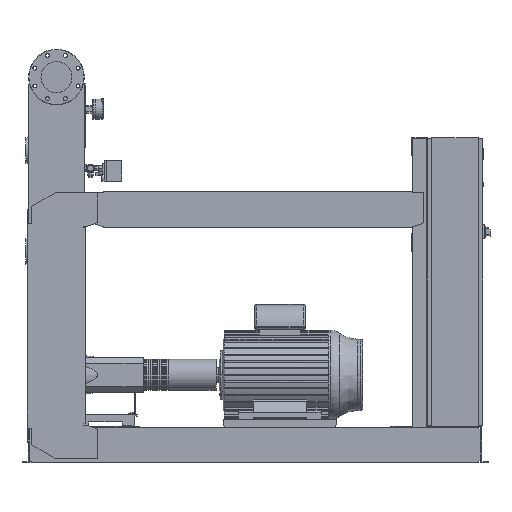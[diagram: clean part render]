
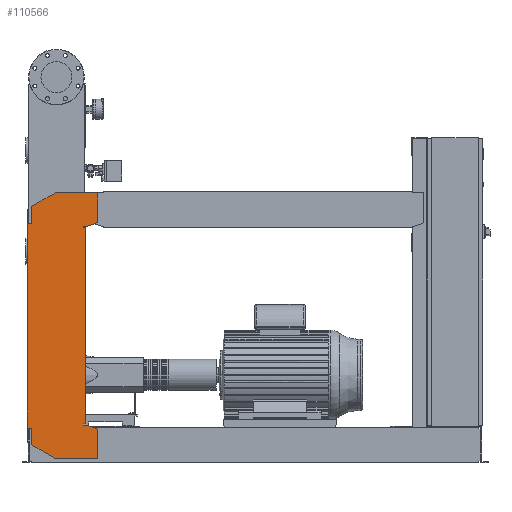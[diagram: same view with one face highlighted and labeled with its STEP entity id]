
A CAD part, front view. The second image highlights one B-rep face of the part: STEP entity #110566.
In plain terms, the highlighted free-form (B-spline) face has degree [1, 1] with [2, 2] control points.
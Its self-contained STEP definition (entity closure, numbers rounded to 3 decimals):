
#110051=CARTESIAN_POINT('',(-111.0,-322.5,1076.0));
#110052=VERTEX_POINT('',#110051);
#110059=CARTESIAN_POINT('',(-111.0,-322.5,1153.378));
#110060=VERTEX_POINT('',#110059);
#110061=CARTESIAN_POINT('',(-111.0,-322.5,1076.0));
#110062=DIRECTION('',(0.0,0.0,1.0));
#110063=VECTOR('',#110062,77.378);
#110064=LINE('',#110061,#110063);
#110065=EDGE_CURVE('',#110052,#110060,#110064,.T.);
#110083=CARTESIAN_POINT('',(-6.0,-322.5,1214.0));
#110084=VERTEX_POINT('',#110083);
#110085=CARTESIAN_POINT('',(-111.0,-322.5,1153.378));
#110086=DIRECTION('',(0.866,0.0,0.5));
#110087=VECTOR('',#110086,121.244);
#110088=LINE('',#110085,#110087);
#110089=EDGE_CURVE('',#110060,#110084,#110088,.T.);
#110107=CARTESIAN_POINT('',(186.0,-322.5,1214.0));
#110108=VERTEX_POINT('',#110107);
#110109=CARTESIAN_POINT('',(-6.0,-322.5,1214.0));
#110110=DIRECTION('',(1.0,0.0,0.0));
#110111=VECTOR('',#110110,192.0);
#110112=LINE('',#110109,#110111);
#110113=EDGE_CURVE('',#110084,#110108,#110112,.T.);
#110131=CARTESIAN_POINT('',(186.,-322.5,1080.379));
#110132=VERTEX_POINT('',#110131);
#110133=CARTESIAN_POINT('',(186.0,-322.5,1214.0));
#110134=DIRECTION('',(0.0,0.0,-1.0));
#110135=VECTOR('',#110134,133.621);
#110136=LINE('',#110133,#110135);
#110137=EDGE_CURVE('',#110108,#110132,#110136,.T.);
#110155=CARTESIAN_POINT('',(141.,-322.5,1064.0));
#110156=VERTEX_POINT('',#110155);
#110157=CARTESIAN_POINT('',(186.,-322.5,1080.379));
#110158=DIRECTION('',(-0.94,0.0,-0.342));
#110159=VECTOR('',#110158,47.888);
#110160=LINE('',#110157,#110159);
#110161=EDGE_CURVE('',#110132,#110156,#110160,.T.);
#110179=CARTESIAN_POINT('',(121.,-322.5,1064.0));
#110180=VERTEX_POINT('',#110179);
#110181=CARTESIAN_POINT('',(141.,-322.5,1064.0));
#110182=DIRECTION('',(-1.0,0.0,0.0));
#110183=VECTOR('',#110182,20.0);
#110184=LINE('',#110181,#110183);
#110185=EDGE_CURVE('',#110156,#110180,#110184,.T.);
#110203=CARTESIAN_POINT('',(121.,-322.5,1056.0));
#110204=VERTEX_POINT('',#110203);
#110205=CARTESIAN_POINT('',(121.,-322.5,1064.0));
#110206=DIRECTION('',(0.0,0.0,-1.0));
#110207=VECTOR('',#110206,8.0);
#110208=LINE('',#110205,#110207);
#110209=EDGE_CURVE('',#110180,#110204,#110208,.T.);
#110227=CARTESIAN_POINT('',(129.,-322.5,1056.0));
#110228=VERTEX_POINT('',#110227);
#110229=CARTESIAN_POINT('',(121.,-322.5,1056.0));
#110230=DIRECTION('',(1.0,0.0,0.0));
#110231=VECTOR('',#110230,8.0);
#110232=LINE('',#110229,#110231);
#110233=EDGE_CURVE('',#110204,#110228,#110232,.T.);
#110251=CARTESIAN_POINT('',(129.,-322.5,176.));
#110252=VERTEX_POINT('',#110251);
#110263=CARTESIAN_POINT('',(129.,-322.5,1056.0));
#110264=DIRECTION('',(0.0,0.0,-1.0));
#110265=VECTOR('',#110264,880.);
#110266=LINE('',#110263,#110265);
#110267=EDGE_CURVE('',#110228,#110252,#110266,.T.);
#110281=CARTESIAN_POINT('',(121.,-322.5,176.));
#110282=VERTEX_POINT('',#110281);
#110283=CARTESIAN_POINT('',(129.,-322.5,176.));
#110284=DIRECTION('',(-1.0,0.0,0.0));
#110285=VECTOR('',#110284,8.0);
#110286=LINE('',#110283,#110285);
#110287=EDGE_CURVE('',#110252,#110282,#110286,.T.);
#110305=CARTESIAN_POINT('',(121.,-322.5,168.));
#110306=VERTEX_POINT('',#110305);
#110307=CARTESIAN_POINT('',(121.,-322.5,176.));
#110308=DIRECTION('',(0.0,0.0,-1.0));
#110309=VECTOR('',#110308,8.0);
#110310=LINE('',#110307,#110309);
#110311=EDGE_CURVE('',#110282,#110306,#110310,.T.);
#110329=CARTESIAN_POINT('',(141.,-322.5,168.));
#110330=VERTEX_POINT('',#110329);
#110331=CARTESIAN_POINT('',(121.,-322.5,168.));
#110332=DIRECTION('',(1.0,0.0,0.0));
#110333=VECTOR('',#110332,20.0);
#110334=LINE('',#110331,#110333);
#110335=EDGE_CURVE('',#110306,#110330,#110334,.T.);
#110353=CARTESIAN_POINT('',(186.,-322.5,151.621));
#110354=VERTEX_POINT('',#110353);
#110355=CARTESIAN_POINT('',(141.,-322.5,168.));
#110356=DIRECTION('',(0.94,0.0,-0.342));
#110357=VECTOR('',#110356,47.888);
#110358=LINE('',#110355,#110357);
#110359=EDGE_CURVE('',#110330,#110354,#110358,.T.);
#110377=CARTESIAN_POINT('',(186.,-322.5,18.0));
#110378=VERTEX_POINT('',#110377);
#110379=CARTESIAN_POINT('',(186.,-322.5,151.621));
#110380=DIRECTION('',(0.0,0.0,-1.0));
#110381=VECTOR('',#110380,133.621);
#110382=LINE('',#110379,#110381);
#110383=EDGE_CURVE('',#110354,#110378,#110382,.T.);
#110401=CARTESIAN_POINT('',(-4.,-322.5,18.0));
#110402=VERTEX_POINT('',#110401);
#110403=CARTESIAN_POINT('',(186.,-322.5,18.0));
#110404=DIRECTION('',(-1.0,0.0,0.0));
#110405=VECTOR('',#110404,190.);
#110406=LINE('',#110403,#110405);
#110407=EDGE_CURVE('',#110378,#110402,#110406,.T.);
#110425=CARTESIAN_POINT('',(-111.,-322.5,79.776));
#110426=VERTEX_POINT('',#110425);
#110427=CARTESIAN_POINT('',(-4.,-322.5,18.0));
#110428=DIRECTION('',(-0.866,0.,0.5));
#110429=VECTOR('',#110428,123.553);
#110430=LINE('',#110427,#110429);
#110431=EDGE_CURVE('',#110402,#110426,#110430,.T.);
#110449=CARTESIAN_POINT('',(-111.,-322.5,156.0));
#110450=VERTEX_POINT('',#110449);
#110451=CARTESIAN_POINT('',(-111.,-322.5,79.776));
#110452=DIRECTION('',(0.0,0.0,1.0));
#110453=VECTOR('',#110452,76.224);
#110454=LINE('',#110451,#110453);
#110455=EDGE_CURVE('',#110426,#110450,#110454,.T.);
#110473=CARTESIAN_POINT('',(-131.,-322.5,156.0));
#110474=VERTEX_POINT('',#110473);
#110475=CARTESIAN_POINT('',(-111.,-322.5,156.0));
#110476=DIRECTION('',(-1.0,0.0,0.0));
#110477=VECTOR('',#110476,20.0);
#110478=LINE('',#110475,#110477);
#110479=EDGE_CURVE('',#110450,#110474,#110478,.T.);
#110497=CARTESIAN_POINT('',(-131.0,-322.5,1076.0));
#110498=VERTEX_POINT('',#110497);
#110511=CARTESIAN_POINT('',(-131.,-322.5,156.0));
#110512=DIRECTION('',(0.0,0.0,1.0));
#110513=VECTOR('',#110512,920.0);
#110514=LINE('',#110511,#110513);
#110515=EDGE_CURVE('',#110474,#110498,#110514,.T.);
#110529=CARTESIAN_POINT('',(-131.0,-322.5,1076.0));
#110530=DIRECTION('',(1.0,0.0,0.0));
#110531=VECTOR('',#110530,20.0);
#110532=LINE('',#110529,#110531);
#110533=EDGE_CURVE('',#110498,#110052,#110532,.T.);
#110539=CARTESIAN_POINT('',(-131.,-322.5,18.0));
#110540=CARTESIAN_POINT('',(186.0,-322.5,18.0));
#110541=CARTESIAN_POINT('',(-131.,-322.5,1214.0));
#110542=CARTESIAN_POINT('',(186.0,-322.5,1214.0));
#110543=B_SPLINE_SURFACE_WITH_KNOTS('',1,1,((#110539,#110541),(#110540,#110542)),.UNSPECIFIED.,.F.,.F.,.U.,(2,2),(2,2),(0.0,317.),(0.0,1196.0),.UNSPECIFIED.);
#110544=ORIENTED_EDGE('',*,*,#110533,.F.);
#110545=ORIENTED_EDGE('',*,*,#110515,.F.);
#110546=ORIENTED_EDGE('',*,*,#110479,.F.);
#110547=ORIENTED_EDGE('',*,*,#110455,.F.);
#110548=ORIENTED_EDGE('',*,*,#110431,.F.);
#110549=ORIENTED_EDGE('',*,*,#110407,.F.);
#110550=ORIENTED_EDGE('',*,*,#110383,.F.);
#110551=ORIENTED_EDGE('',*,*,#110359,.F.);
#110552=ORIENTED_EDGE('',*,*,#110335,.F.);
#110553=ORIENTED_EDGE('',*,*,#110311,.F.);
#110554=ORIENTED_EDGE('',*,*,#110287,.F.);
#110555=ORIENTED_EDGE('',*,*,#110267,.F.);
#110556=ORIENTED_EDGE('',*,*,#110233,.F.);
#110557=ORIENTED_EDGE('',*,*,#110209,.F.);
#110558=ORIENTED_EDGE('',*,*,#110185,.F.);
#110559=ORIENTED_EDGE('',*,*,#110161,.F.);
#110560=ORIENTED_EDGE('',*,*,#110137,.F.);
#110561=ORIENTED_EDGE('',*,*,#110113,.F.);
#110562=ORIENTED_EDGE('',*,*,#110089,.F.);
#110563=ORIENTED_EDGE('',*,*,#110065,.F.);
#110564=EDGE_LOOP('',(#110544,#110545,#110546,#110547,#110548,#110549,#110550,#110551,#110552,#110553,#110554,#110555,#110556,#110557,#110558,#110559,#110560,#110561,#110562,#110563));
#110565=FACE_OUTER_BOUND('',#110564,.T.);
#110566=ADVANCED_FACE('',(#110565),#110543,.T.);
